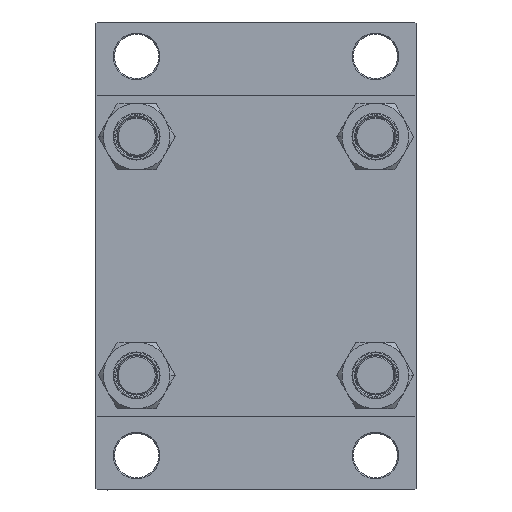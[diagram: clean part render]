
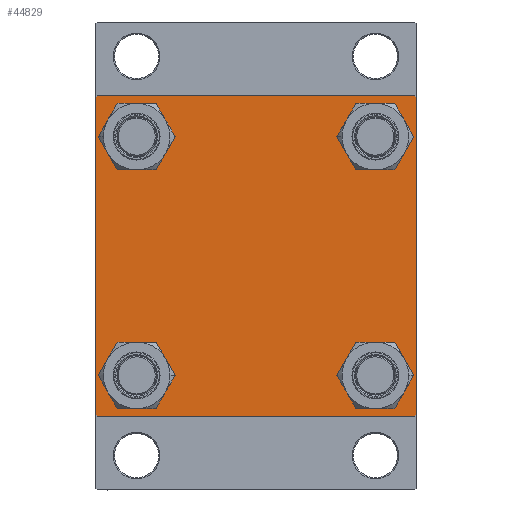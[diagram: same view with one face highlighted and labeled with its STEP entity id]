
A CAD part, left-side view. The second image highlights one B-rep face of the part: STEP entity #44829.
In plain terms, the highlighted planar face has unit normal (-1, 0, 0).
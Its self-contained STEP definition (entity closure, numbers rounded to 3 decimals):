
#444 = CARTESIAN_POINT ( 'NONE',  ( 0., -64.75, 64.75 ) ) ;
#570 = ORIENTED_EDGE ( 'NONE', *, *, #17450, .T. ) ;
#835 = EDGE_CURVE ( 'NONE', #38193, #22658, #29593, .T. ) ;
#922 = CARTESIAN_POINT ( 'NONE',  ( 0., -64.75, -64.75 ) ) ;
#1477 = ORIENTED_EDGE ( 'NONE', *, *, #17165, .T. ) ;
#1748 = ORIENTED_EDGE ( 'NONE', *, *, #2865, .T. ) ;
#1813 = VECTOR ( 'NONE', #44373, 1000. ) ;
#1896 = AXIS2_PLACEMENT_3D ( 'NONE', #27030, #37879, #7967 ) ;
#1937 = DIRECTION ( 'NONE',  ( 0., 0., 1. ) ) ;
#2744 = ORIENTED_EDGE ( 'NONE', *, *, #37893, .T. ) ;
#2865 = EDGE_CURVE ( 'NONE', #11977, #22975, #35106, .T. ) ;
#3525 = VERTEX_POINT ( 'NONE', #31300 ) ;
#4470 = CARTESIAN_POINT ( 'NONE',  ( 0., 48.45, 39.95 ) ) ;
#4759 = DIRECTION ( 'NONE',  ( 1., 0., 0. ) ) ;
#4807 = EDGE_CURVE ( 'NONE', #30359, #3525, #22740, .T. ) ;
#5565 = CARTESIAN_POINT ( 'NONE',  ( 0., 48.45, -48.45 ) ) ;
#5796 = DIRECTION ( 'NONE',  ( 0., 0., 1. ) ) ;
#6171 = CARTESIAN_POINT ( 'NONE',  ( 0., 48.45, 48.45 ) ) ;
#6318 = FACE_BOUND ( 'NONE', #27894, .T. ) ;
#6405 = CARTESIAN_POINT ( 'NONE',  ( 0., 64.5, -65. ) ) ;
#6692 = EDGE_CURVE ( 'NONE', #22110, #12878, #41558, .T. ) ;
#6704 = LINE ( 'NONE', #32306, #44257 ) ;
#7035 = DIRECTION ( 'NONE',  ( 0., 0., 1. ) ) ;
#7798 = ORIENTED_EDGE ( 'NONE', *, *, #26431, .T. ) ;
#7967 = DIRECTION ( 'NONE',  ( 0., 0., 1. ) ) ;
#8036 = ORIENTED_EDGE ( 'NONE', *, *, #4807, .T. ) ;
#8075 = DIRECTION ( 'NONE',  ( 0., -1., 0. ) ) ;
#8170 = EDGE_CURVE ( 'NONE', #22975, #10425, #35700, .T. ) ;
#9479 = ORIENTED_EDGE ( 'NONE', *, *, #835, .F. ) ;
#9721 = AXIS2_PLACEMENT_3D ( 'NONE', #26757, #4759, #23123 ) ;
#10057 = EDGE_CURVE ( 'NONE', #27458, #47180, #23974, .T. ) ;
#10425 = VERTEX_POINT ( 'NONE', #23577 ) ;
#10607 = LINE ( 'NONE', #33522, #1813 ) ;
#10665 = FACE_BOUND ( 'NONE', #27826, .T. ) ;
#10984 = ORIENTED_EDGE ( 'NONE', *, *, #8170, .T. ) ;
#11433 = EDGE_CURVE ( 'NONE', #12878, #22110, #23210, .T. ) ;
#11977 = VERTEX_POINT ( 'NONE', #47345 ) ;
#12878 = VERTEX_POINT ( 'NONE', #25576 ) ;
#13194 = DIRECTION ( 'NONE',  ( 1., 0., 0. ) ) ;
#13332 = PLANE ( 'NONE',  #21776 ) ;
#13810 = FACE_OUTER_BOUND ( 'NONE', #38257, .T. ) ;
#13842 = AXIS2_PLACEMENT_3D ( 'NONE', #27774, #38616, #5796 ) ;
#14890 = ORIENTED_EDGE ( 'NONE', *, *, #37002, .F. ) ;
#15067 = ORIENTED_EDGE ( 'NONE', *, *, #21029, .T. ) ;
#16133 = AXIS2_PLACEMENT_3D ( 'NONE', #37737, #23267, #38443 ) ;
#16745 = VERTEX_POINT ( 'NONE', #37103 ) ;
#16976 = DIRECTION ( 'NONE',  ( 0., 0., -1. ) ) ;
#17137 = VECTOR ( 'NONE', #8075, 1000. ) ;
#17165 = EDGE_CURVE ( 'NONE', #20363, #16745, #27902, .T. ) ;
#17450 = EDGE_CURVE ( 'NONE', #10425, #46716, #19304, .T. ) ;
#17581 = CARTESIAN_POINT ( 'NONE',  ( 0., -64.5, 65. ) ) ;
#18944 = ORIENTED_EDGE ( 'NONE', *, *, #23803, .T. ) ;
#19304 = LINE ( 'NONE', #922, #40268 ) ;
#19886 = LINE ( 'NONE', #27844, #40018 ) ;
#20363 = VERTEX_POINT ( 'NONE', #27423 ) ;
#21029 = EDGE_CURVE ( 'NONE', #38193, #31468, #10607, .T. ) ;
#21064 = FACE_BOUND ( 'NONE', #33164, .T. ) ;
#21317 = DIRECTION ( 'NONE',  ( 0., 0., 1. ) ) ;
#21330 = EDGE_LOOP ( 'NONE', ( #44729, #23073 ) ) ;
#21538 = AXIS2_PLACEMENT_3D ( 'NONE', #40808, #25401, #21317 ) ;
#21630 = ORIENTED_EDGE ( 'NONE', *, *, #22663, .T. ) ;
#21674 = CARTESIAN_POINT ( 'NONE',  ( 0., 65., 64.5 ) ) ;
#21776 = AXIS2_PLACEMENT_3D ( 'NONE', #28063, #46637, #7035 ) ;
#21821 = CARTESIAN_POINT ( 'NONE',  ( 0., -65., -64.5 ) ) ;
#22110 = VERTEX_POINT ( 'NONE', #4470 ) ;
#22658 = VERTEX_POINT ( 'NONE', #17581 ) ;
#22663 = EDGE_CURVE ( 'NONE', #31468, #11977, #6704, .T. ) ;
#22740 = CIRCLE ( 'NONE', #1896, 8.5 ) ;
#22975 = VERTEX_POINT ( 'NONE', #6405 ) ;
#23073 = ORIENTED_EDGE ( 'NONE', *, *, #6692, .T. ) ;
#23123 = DIRECTION ( 'NONE',  ( 0., 0., 1. ) ) ;
#23210 = CIRCLE ( 'NONE', #29401, 8.5 ) ;
#23267 = DIRECTION ( 'NONE',  ( 1., 0., 0. ) ) ;
#23577 = CARTESIAN_POINT ( 'NONE',  ( 0., -64.5, -65. ) ) ;
#23803 = EDGE_CURVE ( 'NONE', #40341, #22658, #39884, .T. ) ;
#23974 = CIRCLE ( 'NONE', #29365, 8.5 ) ;
#24748 = ORIENTED_EDGE ( 'NONE', *, *, #32809, .T. ) ;
#24936 = DIRECTION ( 'NONE',  ( 0., 0.707, 0.707 ) ) ;
#25401 = DIRECTION ( 'NONE',  ( 1., 0., 0. ) ) ;
#25576 = CARTESIAN_POINT ( 'NONE',  ( 0., 48.45, 56.95 ) ) ;
#25599 = AXIS2_PLACEMENT_3D ( 'NONE', #5565, #30475, #1937 ) ;
#26431 = EDGE_CURVE ( 'NONE', #47180, #27458, #30560, .T. ) ;
#26757 = CARTESIAN_POINT ( 'NONE',  ( 0., -48.45, -48.45 ) ) ;
#27030 = CARTESIAN_POINT ( 'NONE',  ( 0., -48.45, 48.45 ) ) ;
#27395 = DIRECTION ( 'NONE',  ( 0., -0.707, -0.707 ) ) ;
#27423 = CARTESIAN_POINT ( 'NONE',  ( 0., 48.45, -56.95 ) ) ;
#27458 = VERTEX_POINT ( 'NONE', #37085 ) ;
#27774 = CARTESIAN_POINT ( 'NONE',  ( 0., 48.45, -48.45 ) ) ;
#27826 = EDGE_LOOP ( 'NONE', ( #2744, #1477 ) ) ;
#27844 = CARTESIAN_POINT ( 'NONE',  ( 0., -65., 65. ) ) ;
#27894 = EDGE_LOOP ( 'NONE', ( #24748, #8036 ) ) ;
#27902 = CIRCLE ( 'NONE', #25599, 8.5 ) ;
#27922 = DIRECTION ( 'NONE',  ( 0., 0., 1. ) ) ;
#28028 = DIRECTION ( 'NONE',  ( 0., 0., 1. ) ) ;
#28063 = CARTESIAN_POINT ( 'NONE',  ( 0., 0., 0. ) ) ;
#28708 = CARTESIAN_POINT ( 'NONE',  ( 0., -48.45, -39.95 ) ) ;
#29035 = FACE_BOUND ( 'NONE', #21330, .T. ) ;
#29365 = AXIS2_PLACEMENT_3D ( 'NONE', #39110, #39594, #28028 ) ;
#29401 = AXIS2_PLACEMENT_3D ( 'NONE', #6171, #13194, #27922 ) ;
#29593 = LINE ( 'NONE', #44292, #17137 ) ;
#30359 = VERTEX_POINT ( 'NONE', #42598 ) ;
#30417 = DIRECTION ( 'NONE',  ( 0., -0.707, 0.707 ) ) ;
#30475 = DIRECTION ( 'NONE',  ( 1., 0., 0. ) ) ;
#30560 = CIRCLE ( 'NONE', #9721, 8.5 ) ;
#31132 = CARTESIAN_POINT ( 'NONE',  ( 0., 65., -65. ) ) ;
#31300 = CARTESIAN_POINT ( 'NONE',  ( 0., -48.45, 56.95 ) ) ;
#31424 = CARTESIAN_POINT ( 'NONE',  ( 0., -65., 64.5 ) ) ;
#31468 = VERTEX_POINT ( 'NONE', #21674 ) ;
#32306 = CARTESIAN_POINT ( 'NONE',  ( 0., 65., 65. ) ) ;
#32809 = EDGE_CURVE ( 'NONE', #3525, #30359, #46987, .T. ) ;
#33164 = EDGE_LOOP ( 'NONE', ( #7798, #42252 ) ) ;
#33522 = CARTESIAN_POINT ( 'NONE',  ( 0., 64.75, 64.75 ) ) ;
#34958 = CARTESIAN_POINT ( 'NONE',  ( 0., 64.5, 65. ) ) ;
#35106 = LINE ( 'NONE', #42585, #35712 ) ;
#35700 = LINE ( 'NONE', #31132, #36246 ) ;
#35712 = VECTOR ( 'NONE', #27395, 1000. ) ;
#36246 = VECTOR ( 'NONE', #42442, 1000. ) ;
#37002 = EDGE_CURVE ( 'NONE', #40341, #46716, #19886, .T. ) ;
#37085 = CARTESIAN_POINT ( 'NONE',  ( 0., -48.45, -56.95 ) ) ;
#37103 = CARTESIAN_POINT ( 'NONE',  ( 0., 48.45, -39.95 ) ) ;
#37737 = CARTESIAN_POINT ( 'NONE',  ( 0., 48.45, 48.45 ) ) ;
#37879 = DIRECTION ( 'NONE',  ( 1., 0., 0. ) ) ;
#37893 = EDGE_CURVE ( 'NONE', #16745, #20363, #43110, .T. ) ;
#38193 = VERTEX_POINT ( 'NONE', #34958 ) ;
#38257 = EDGE_LOOP ( 'NONE', ( #21630, #1748, #10984, #570, #14890, #18944, #9479, #15067 ) ) ;
#38443 = DIRECTION ( 'NONE',  ( 0., 0., 1. ) ) ;
#38616 = DIRECTION ( 'NONE',  ( 1., 0., 0. ) ) ;
#39110 = CARTESIAN_POINT ( 'NONE',  ( 0., -48.45, -48.45 ) ) ;
#39594 = DIRECTION ( 'NONE',  ( 1., 0., 0. ) ) ;
#39884 = LINE ( 'NONE', #444, #40461 ) ;
#40018 = VECTOR ( 'NONE', #16976, 1000. ) ;
#40268 = VECTOR ( 'NONE', #30417, 1000. ) ;
#40341 = VERTEX_POINT ( 'NONE', #31424 ) ;
#40461 = VECTOR ( 'NONE', #24936, 1000. ) ;
#40808 = CARTESIAN_POINT ( 'NONE',  ( 0., -48.45, 48.45 ) ) ;
#41558 = CIRCLE ( 'NONE', #16133, 8.5 ) ;
#42252 = ORIENTED_EDGE ( 'NONE', *, *, #10057, .T. ) ;
#42442 = DIRECTION ( 'NONE',  ( 0., -1., 0. ) ) ;
#42585 = CARTESIAN_POINT ( 'NONE',  ( 0., 64.75, -64.75 ) ) ;
#42598 = CARTESIAN_POINT ( 'NONE',  ( 0., -48.45, 39.95 ) ) ;
#43110 = CIRCLE ( 'NONE', #13842, 8.5 ) ;
#44257 = VECTOR ( 'NONE', #47015, 1000. ) ;
#44292 = CARTESIAN_POINT ( 'NONE',  ( 0., 65., 65. ) ) ;
#44373 = DIRECTION ( 'NONE',  ( 0., 0.707, -0.707 ) ) ;
#44729 = ORIENTED_EDGE ( 'NONE', *, *, #11433, .T. ) ;
#44829 = ADVANCED_FACE ( 'NONE', ( #6318, #21064, #10665, #29035, #13810 ), #13332, .T. ) ;
#46637 = DIRECTION ( 'NONE',  ( -1., 0., 0. ) ) ;
#46716 = VERTEX_POINT ( 'NONE', #21821 ) ;
#46987 = CIRCLE ( 'NONE', #21538, 8.5 ) ;
#47015 = DIRECTION ( 'NONE',  ( 0., 0., -1. ) ) ;
#47180 = VERTEX_POINT ( 'NONE', #28708 ) ;
#47345 = CARTESIAN_POINT ( 'NONE',  ( 0., 65., -64.5 ) ) ;
